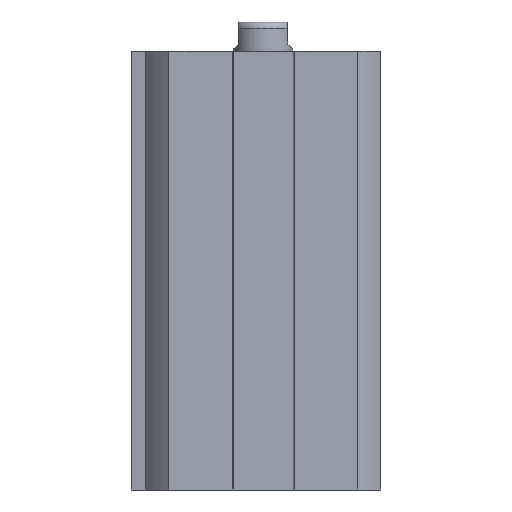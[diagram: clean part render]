
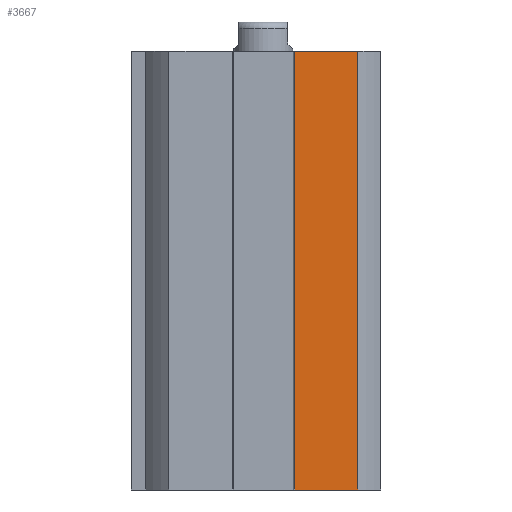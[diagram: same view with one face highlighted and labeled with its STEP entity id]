
A CAD part, left-side view. The second image highlights one B-rep face of the part: STEP entity #3667.
In plain terms, the highlighted planar face has unit normal (-1, 0, 0).
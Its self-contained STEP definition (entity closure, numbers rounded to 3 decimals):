
#530=CARTESIAN_POINT('',(-23.,-6.375,0.0));
#531=VERTEX_POINT('',#530);
#1021=CARTESIAN_POINT('',(-23.0,-19.261,0.0));
#1022=VERTEX_POINT('',#1021);
#1030=CARTESIAN_POINT('',(-23.0,-6.375,0.0));
#1031=DIRECTION('',(0.0,-1.0,0.0));
#1032=VECTOR('',#1031,12.886);
#1033=LINE('',#1030,#1032);
#1034=EDGE_CURVE('',#531,#1022,#1033,.T.);
#1519=CARTESIAN_POINT('',(-23.,-6.375,89.5));
#1520=VERTEX_POINT('',#1519);
#1530=CARTESIAN_POINT('',(-23.0,-19.261,89.5));
#1531=VERTEX_POINT('',#1530);
#1532=CARTESIAN_POINT('',(-23.0,-19.261,89.5));
#1533=DIRECTION('',(0.0,1.0,0.0));
#1534=VECTOR('',#1533,12.886);
#1535=LINE('',#1532,#1534);
#1536=EDGE_CURVE('',#1531,#1520,#1535,.T.);
#3635=CARTESIAN_POINT('',(-23.,-6.375,0.0));
#3636=DIRECTION('',(0.0,0.0,1.0));
#3637=VECTOR('',#3636,89.5);
#3638=LINE('',#3635,#3637);
#3639=EDGE_CURVE('',#531,#1520,#3638,.T.);
#3651=CARTESIAN_POINT('',(-23.0,-19.261,0.0));
#3652=DIRECTION('',(-1.0,0.0,0.0));
#3653=DIRECTION('',(0.0,0.0,1.0));
#3654=AXIS2_PLACEMENT_3D('',#3651,#3652,#3653);
#3655=PLANE('',#3654);
#3656=ORIENTED_EDGE('',*,*,#3639,.F.);
#3657=ORIENTED_EDGE('',*,*,#1034,.T.);
#3658=CARTESIAN_POINT('',(-23.0,-19.261,0.0));
#3659=DIRECTION('',(0.0,0.0,1.0));
#3660=VECTOR('',#3659,89.5);
#3661=LINE('',#3658,#3660);
#3662=EDGE_CURVE('',#1022,#1531,#3661,.T.);
#3663=ORIENTED_EDGE('',*,*,#3662,.T.);
#3664=ORIENTED_EDGE('',*,*,#1536,.T.);
#3665=EDGE_LOOP('',(#3656,#3657,#3663,#3664));
#3666=FACE_OUTER_BOUND('',#3665,.T.);
#3667=ADVANCED_FACE('',(#3666),#3655,.T.);
